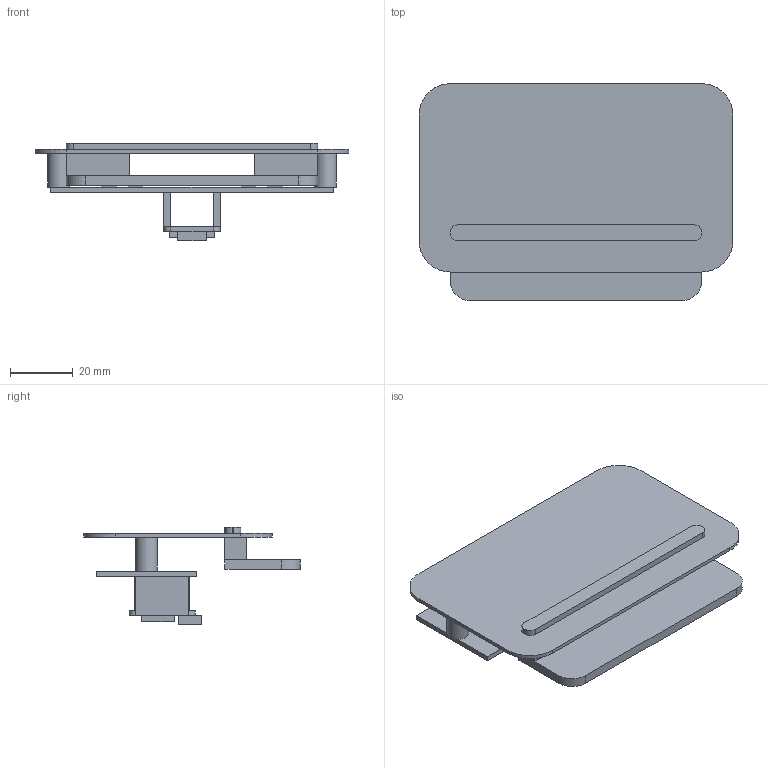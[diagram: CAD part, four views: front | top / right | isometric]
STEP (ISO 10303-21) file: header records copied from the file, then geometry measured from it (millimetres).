
FILE_DESCRIPTION(/* description */ (''),/* implementation_level */ '2;1');
FILE_NAME(/* name */ 'WATER REMINDER v2.step',/* time_stamp */ '2025-03-30T20:15:50+05:30',/* author */ (''),/* organization */ (''),/* preprocessor_version */ 'ST-DEVELOPER v20.1',/* originating_system */ 'Autodesk Translation Framework v14.4.0.0',/* authorisation */ '');
FILE_SCHEMA (('AUTOMOTIVE_DESIGN { 1 0 10303 214 3 1 1 }'));
Length unit declared in the file: millimetre
Products named in the file (6): WATER REMINDER; Component1; XIAO; Component4; Component5; Component6
Assembly tree (5 placements, depth 2):
  WATER REMINDER
    Component1
    XIAO
    Component4
    Component5
    Component6
Bounding box: 100 x 69 x 31.1 mm (x, y, z)
Volume: 22683.3 mm3; surface area: 27717.8 mm2
Topology: 5 solids, 5 shells, 252 faces, 643 edges, 428 vertices
Faces by surface type: plane 197, bspline 31, cylinder 24
Full cylindrical faces by diameter (mm): 2 x6, 3 x2, 7 x2
Entity records: 8017 total; most frequent: CARTESIAN_POINT 1861, ORIENTED_EDGE 1286, DIRECTION 1097, EDGE_CURVE 643, LINE 529, VECTOR 529, VERTEX_POINT 428, EDGE_LOOP 287
